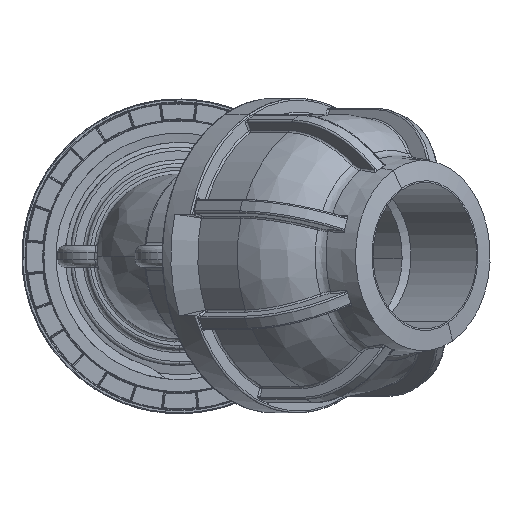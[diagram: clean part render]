
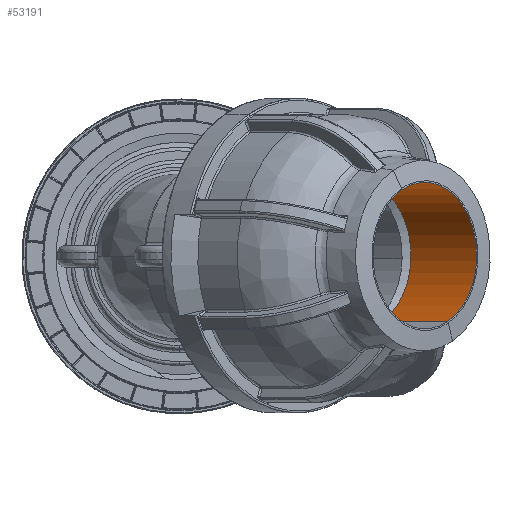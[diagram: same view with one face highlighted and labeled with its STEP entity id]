
A CAD part, left-side view. The second image highlights one B-rep face of the part: STEP entity #53191.
In plain terms, the highlighted cylindrical face has radius 10.25 mm (diameter 20.5 mm), a partial arc.
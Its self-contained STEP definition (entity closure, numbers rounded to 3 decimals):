
#332 = DIRECTION ( 'NONE',  ( -0.707, -0.707, 0. ) ) ;
#528 = FACE_OUTER_BOUND ( 'NONE', #40634, .T. ) ;
#1342 = AXIS2_PLACEMENT_3D ( 'NONE', #43028, #2832, #20869 ) ;
#2832 = DIRECTION ( 'NONE',  ( 0.707, 0.707, 0. ) ) ;
#4073 = EDGE_CURVE ( 'NONE', #24401, #6853, #37263, .T. ) ;
#4413 = DIRECTION ( 'NONE',  ( -0.707, -0.707, 0. ) ) ;
#4489 = DIRECTION ( 'NONE',  ( -0.707, -0.707, 0. ) ) ;
#6853 = VERTEX_POINT ( 'NONE', #34239 ) ;
#8973 = CIRCLE ( 'NONE', #1342, 10.25 ) ;
#13324 = CARTESIAN_POINT ( 'NONE',  ( -28.115, -28.329, -9.317 ) ) ;
#14206 = ORIENTED_EDGE ( 'NONE', *, *, #43448, .F. ) ;
#17528 = AXIS2_PLACEMENT_3D ( 'NONE', #47246, #33656, #33844 ) ;
#19569 = AXIS2_PLACEMENT_3D ( 'NONE', #49320, #332, #31417 ) ;
#20869 = DIRECTION ( 'NONE',  ( -0.311, 0.311, 0.898 ) ) ;
#22203 = CARTESIAN_POINT ( 'NONE',  ( -43.687, -31.142, 9.091 ) ) ;
#23683 = CARTESIAN_POINT ( 'NONE',  ( -34.494, -21.949, 9.091 ) ) ;
#24401 = VERTEX_POINT ( 'NONE', #22203 ) ;
#26539 = EDGE_CURVE ( 'NONE', #57968, #24401, #33608, .T. ) ;
#27013 = VERTEX_POINT ( 'NONE', #13324 ) ;
#31417 = DIRECTION ( 'NONE',  ( -0.311, 0.311, 0.898 ) ) ;
#33608 = LINE ( 'NONE', #53960, #55930 ) ;
#33656 = DIRECTION ( 'NONE',  ( 0.707, 0.707, 0. ) ) ;
#33844 = DIRECTION ( 'NONE',  ( -0.311, 0.311, 0.898 ) ) ;
#34239 = CARTESIAN_POINT ( 'NONE',  ( -37.307, -37.521, -9.317 ) ) ;
#36181 = ORIENTED_EDGE ( 'NONE', *, *, #4073, .T. ) ;
#36198 = LINE ( 'NONE', #53866, #57124 ) ;
#37263 = CIRCLE ( 'NONE', #17528, 10.25 ) ;
#37637 = ORIENTED_EDGE ( 'NONE', *, *, #40576, .F. ) ;
#38215 = ORIENTED_EDGE ( 'NONE', *, *, #26539, .T. ) ;
#40370 = CYLINDRICAL_SURFACE ( 'NONE', #19569, 10.25 ) ;
#40576 = EDGE_CURVE ( 'NONE', #57968, #27013, #8973, .T. ) ;
#40634 = EDGE_LOOP ( 'NONE', ( #14206, #37637, #38215, #36181 ) ) ;
#43028 = CARTESIAN_POINT ( 'NONE',  ( -31.304, -25.139, -0.113 ) ) ;
#43448 = EDGE_CURVE ( 'NONE', #27013, #6853, #36198, .T. ) ;
#47246 = CARTESIAN_POINT ( 'NONE',  ( -40.497, -34.331, -0.113 ) ) ;
#49320 = CARTESIAN_POINT ( 'NONE',  ( -40.497, -34.331, -0.113 ) ) ;
#53191 = ADVANCED_FACE ( 'NONE', ( #528 ), #40370, .T. ) ;
#53866 = CARTESIAN_POINT ( 'NONE',  ( -37.307, -37.521, -9.317 ) ) ;
#53960 = CARTESIAN_POINT ( 'NONE',  ( -43.687, -31.142, 9.091 ) ) ;
#55930 = VECTOR ( 'NONE', #4413, 1000. ) ;
#57124 = VECTOR ( 'NONE', #4489, 1000. ) ;
#57968 = VERTEX_POINT ( 'NONE', #23683 ) ;
